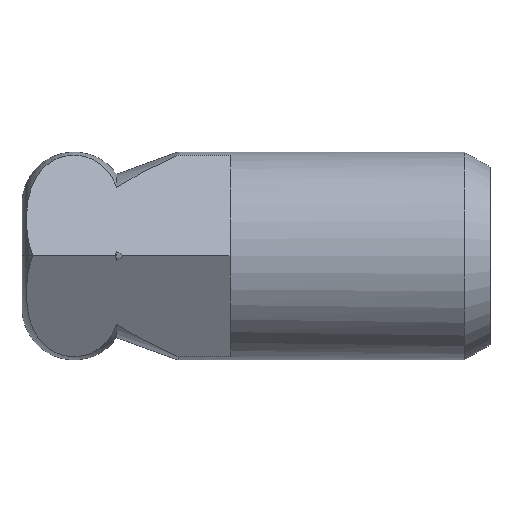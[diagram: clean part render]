
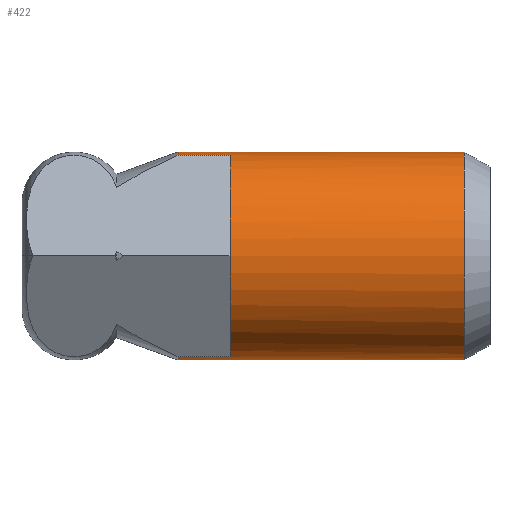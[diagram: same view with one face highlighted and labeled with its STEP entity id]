
A CAD part, top view. The second image highlights one B-rep face of the part: STEP entity #422.
In plain terms, the highlighted cylindrical face has radius 10 mm (diameter 20 mm), a partial arc.
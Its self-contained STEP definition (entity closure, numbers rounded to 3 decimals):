
#190=EDGE_CURVE('',#256,#206,#539,.T.);
#206=VERTEX_POINT('',#558);
#236=EDGE_CURVE('',#256,#400,#591,.T.);
#238=VERTEX_POINT('',#593);
#256=VERTEX_POINT('',#613);
#282=EDGE_CURVE('',#392,#364,#640,.T.);
#308=EDGE_CURVE('',#238,#320,#667,.T.);
#316=EDGE_CURVE('',#400,#350,#678,.T.);
#318=EDGE_CURVE('',#320,#392,#680,.T.);
#320=VERTEX_POINT('',#682);
#350=VERTEX_POINT('',#715);
#364=VERTEX_POINT('',#730);
#392=VERTEX_POINT('',#761);
#400=VERTEX_POINT('',#770);
#412=EDGE_CURVE('',#350,#364,#783,.T.);
#422=ADVANCED_FACE('',(#796),#797,.T.);
#448=EDGE_CURVE('',#206,#238,#827,.T.);
#539=CIRCLE('',#916,10.0);
#558=CARTESIAN_POINT('',(-5.0,9.682,2.5));
#591=LINE('',#1066,#1067);
#593=CARTESIAN_POINT('',(0.0,9.682,2.5));
#613=CARTESIAN_POINT('',(-5.0,10.0,0.));
#640=CIRCLE('',#1274,10.0);
#667=CIRCLE('',#1317,10.0);
#678=CIRCLE('',#1329,10.0);
#680=LINE('',#1332,#1333);
#682=CARTESIAN_POINT('',(0.0,-9.682,2.5));
#715=CARTESIAN_POINT('',(22.5,-10.0,0.));
#730=CARTESIAN_POINT('',(-5.0,-10.0,0.));
#761=CARTESIAN_POINT('',(-5.0,-9.682,2.5));
#770=CARTESIAN_POINT('',(22.5,10.0,0.0));
#783=LINE('',#1634,#1635);
#796=FACE_OUTER_BOUND('',#1650,.T.);
#797=CYLINDRICAL_SURFACE('',#1651,10.0);
#827=LINE('',#1837,#1838);
#916=AXIS2_PLACEMENT_3D('',#2025,#2026,#2027);
#1066=CARTESIAN_POINT('',(11.25,10.0,0.));
#1067=VECTOR('',#2099,1.0);
#1274=AXIS2_PLACEMENT_3D('',#2148,#2149,#2150);
#1317=AXIS2_PLACEMENT_3D('',#2169,#2170,#2171);
#1329=AXIS2_PLACEMENT_3D('',#2203,#2204,#2205);
#1332=CARTESIAN_POINT('',(-2.5,-9.682,2.5));
#1333=VECTOR('',#2206,1.0);
#1634=CARTESIAN_POINT('',(11.25,-10.0,0.));
#1635=VECTOR('',#2300,1.0);
#1650=EDGE_LOOP('',(#2320,#2321,#2322,#2323,#2324,#2325,#2326,#2327));
#1651=AXIS2_PLACEMENT_3D('',#2328,#2329,#2330);
#1837=CARTESIAN_POINT('',(-2.5,9.682,2.5));
#1838=VECTOR('',#2368,1.0);
#2025=CARTESIAN_POINT('',(-5.0,0.0,0.0));
#2026=DIRECTION('',(1.0,0.0,0.0));
#2027=DIRECTION('',(0.0,1.0,0.0));
#2099=DIRECTION('',(1.0,0.0,0.0));
#2148=CARTESIAN_POINT('',(-5.0,0.0,0.0));
#2149=DIRECTION('',(1.0,0.0,0.0));
#2150=DIRECTION('',(0.0,1.0,0.0));
#2169=CARTESIAN_POINT('',(0.,0.0,0.0));
#2170=DIRECTION('',(1.0,0.0,0.0));
#2171=DIRECTION('',(0.0,1.0,0.0));
#2203=CARTESIAN_POINT('',(22.5,0.0,0.0));
#2204=DIRECTION('',(1.0,0.0,0.0));
#2205=DIRECTION('',(0.0,1.0,0.0));
#2206=DIRECTION('',(-1.0,-0.0,-0.0));
#2300=DIRECTION('',(-1.0,-0.0,-0.0));
#2320=ORIENTED_EDGE('',*,*,#236,.F.);
#2321=ORIENTED_EDGE('',*,*,#190,.T.);
#2322=ORIENTED_EDGE('',*,*,#448,.T.);
#2323=ORIENTED_EDGE('',*,*,#308,.T.);
#2324=ORIENTED_EDGE('',*,*,#318,.T.);
#2325=ORIENTED_EDGE('',*,*,#282,.T.);
#2326=ORIENTED_EDGE('',*,*,#412,.F.);
#2327=ORIENTED_EDGE('',*,*,#316,.F.);
#2328=CARTESIAN_POINT('',(11.25,0.0,0.0));
#2329=DIRECTION('',(-1.0,-0.0,-0.0));
#2330=DIRECTION('',(0.0,1.0,0.0));
#2368=DIRECTION('',(1.0,0.0,0.0));
